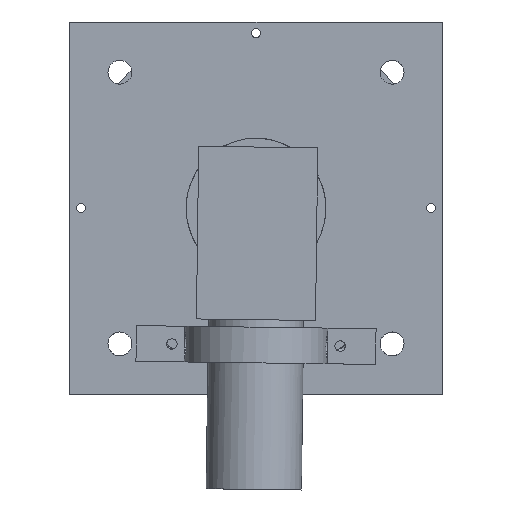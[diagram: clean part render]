
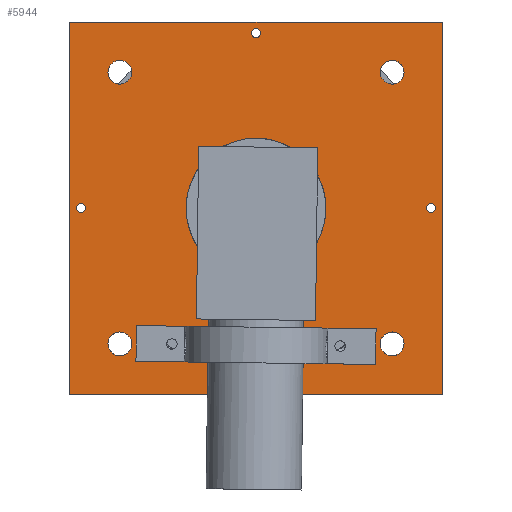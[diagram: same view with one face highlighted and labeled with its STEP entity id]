
A CAD part, front view. The second image highlights one B-rep face of the part: STEP entity #5944.
In plain terms, the highlighted planar face has unit normal (0, -1, 0).
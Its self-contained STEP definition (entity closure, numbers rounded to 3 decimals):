
#328=PLANE('',#6805);
#437=CIRCLE('',#6495,19.125);
#440=CIRCLE('',#6501,4.);
#442=CIRCLE('',#6504,4.);
#460=CIRCLE('',#6531,4.);
#462=CIRCLE('',#6534,4.);
#614=CIRCLE('',#6769,1.5);
#615=CIRCLE('',#6771,1.5);
#616=CIRCLE('',#6773,1.5);
#619=CIRCLE('',#6779,2.5);
#622=CIRCLE('',#6784,2.5);
#642=CIRCLE('',#6806,23.5);
#912=LINE('',#9627,#1225);
#915=LINE('',#9636,#1228);
#926=LINE('',#9808,#1239);
#933=LINE('',#9913,#1246);
#936=LINE('',#9935,#1249);
#1225=VECTOR('',#7415,10.);
#1228=VECTOR('',#7424,10.);
#1239=VECTOR('',#7491,10.);
#1246=VECTOR('',#7540,10.);
#1249=VECTOR('',#7549,10.);
#1560=FACE_BOUND('',#2215,.T.);
#1561=FACE_BOUND('',#2216,.T.);
#1562=FACE_BOUND('',#2217,.T.);
#1563=FACE_BOUND('',#2218,.T.);
#1564=FACE_BOUND('',#2219,.T.);
#1565=FACE_BOUND('',#2220,.T.);
#1566=FACE_BOUND('',#2221,.T.);
#1567=FACE_BOUND('',#2222,.T.);
#1568=FACE_BOUND('',#2223,.T.);
#1569=FACE_BOUND('',#2224,.T.);
#1816=FACE_OUTER_BOUND('',#2214,.T.);
#2214=EDGE_LOOP('',(#4582,#4583,#4584,#4585,#4586,#4587));
#2215=EDGE_LOOP('',(#4588));
#2216=EDGE_LOOP('',(#4589));
#2217=EDGE_LOOP('',(#4590));
#2218=EDGE_LOOP('',(#4591));
#2219=EDGE_LOOP('',(#4592));
#2220=EDGE_LOOP('',(#4593));
#2221=EDGE_LOOP('',(#4594));
#2222=EDGE_LOOP('',(#4595));
#2223=EDGE_LOOP('',(#4596));
#2224=EDGE_LOOP('',(#4597));
#2665=VERTEX_POINT('',#9615);
#2666=VERTEX_POINT('',#9617);
#2668=VERTEX_POINT('',#9626);
#2671=VERTEX_POINT('',#9634);
#2672=VERTEX_POINT('',#9638);
#2678=VERTEX_POINT('',#9678);
#2698=VERTEX_POINT('',#9805);
#2699=VERTEX_POINT('',#9807);
#2702=VERTEX_POINT('',#9826);
#2706=VERTEX_POINT('',#9863);
#2871=VERTEX_POINT('',#10410);
#2872=VERTEX_POINT('',#10414);
#2873=VERTEX_POINT('',#10418);
#2875=VERTEX_POINT('',#10428);
#2876=VERTEX_POINT('',#10435);
#2879=VERTEX_POINT('',#10461);
#3183=EDGE_CURVE('',#2666,#2665,#437,.T.);
#3186=EDGE_CURVE('',#2668,#2666,#912,.T.);
#3191=EDGE_CURVE('',#2665,#2671,#915,.T.);
#3192=EDGE_CURVE('',#2672,#2672,#440,.T.);
#3199=EDGE_CURVE('',#2678,#2678,#442,.T.);
#3229=EDGE_CURVE('',#2698,#2699,#926,.T.);
#3234=EDGE_CURVE('',#2702,#2702,#460,.T.);
#3240=EDGE_CURVE('',#2706,#2706,#462,.T.);
#3255=EDGE_CURVE('',#2699,#2671,#933,.T.);
#3260=EDGE_CURVE('',#2668,#2698,#936,.T.);
#3473=EDGE_CURVE('',#2871,#2871,#614,.T.);
#3475=EDGE_CURVE('',#2872,#2872,#615,.T.);
#3477=EDGE_CURVE('',#2873,#2873,#616,.T.);
#3481=EDGE_CURVE('',#2875,#2875,#619,.T.);
#3485=EDGE_CURVE('',#2876,#2876,#622,.T.);
#3506=EDGE_CURVE('',#2879,#2879,#642,.T.);
#4582=ORIENTED_EDGE('',*,*,#3183,.T.);
#4583=ORIENTED_EDGE('',*,*,#3191,.T.);
#4584=ORIENTED_EDGE('',*,*,#3255,.F.);
#4585=ORIENTED_EDGE('',*,*,#3229,.F.);
#4586=ORIENTED_EDGE('',*,*,#3260,.F.);
#4587=ORIENTED_EDGE('',*,*,#3186,.T.);
#4588=ORIENTED_EDGE('',*,*,#3192,.T.);
#4589=ORIENTED_EDGE('',*,*,#3199,.T.);
#4590=ORIENTED_EDGE('',*,*,#3234,.T.);
#4591=ORIENTED_EDGE('',*,*,#3240,.T.);
#4592=ORIENTED_EDGE('',*,*,#3506,.F.);
#4593=ORIENTED_EDGE('',*,*,#3477,.T.);
#4594=ORIENTED_EDGE('',*,*,#3475,.T.);
#4595=ORIENTED_EDGE('',*,*,#3473,.T.);
#4596=ORIENTED_EDGE('',*,*,#3481,.F.);
#4597=ORIENTED_EDGE('',*,*,#3485,.F.);
#5944=ADVANCED_FACE('',(#1816,#1560,#1561,#1562,#1563,#1564,#1565,#1566,
#1567,#1568,#1569),#328,.F.);
#6495=AXIS2_PLACEMENT_3D('',#9618,#7410,#7411);
#6501=AXIS2_PLACEMENT_3D('',#9639,#7427,#7428);
#6504=AXIS2_PLACEMENT_3D('',#9679,#7436,#7437);
#6531=AXIS2_PLACEMENT_3D('',#9827,#7500,#7501);
#6534=AXIS2_PLACEMENT_3D('',#9864,#7508,#7509);
#6769=AXIS2_PLACEMENT_3D('',#10412,#8054,#8055);
#6771=AXIS2_PLACEMENT_3D('',#10416,#8059,#8060);
#6773=AXIS2_PLACEMENT_3D('',#10420,#8064,#8065);
#6779=AXIS2_PLACEMENT_3D('',#10429,#8077,#8078);
#6784=AXIS2_PLACEMENT_3D('',#10436,#8088,#8089);
#6805=AXIS2_PLACEMENT_3D('',#10460,#8131,#8132);
#6806=AXIS2_PLACEMENT_3D('',#10462,#8133,#8134);
#7410=DIRECTION('center_axis',(0.,1.,0.));
#7411=DIRECTION('ref_axis',(1.,0.,0.));
#7415=DIRECTION('',(1.,0.,0.));
#7424=DIRECTION('',(1.,0.,0.));
#7427=DIRECTION('center_axis',(0.,1.,0.));
#7428=DIRECTION('ref_axis',(1.,0.,0.));
#7436=DIRECTION('center_axis',(0.,1.,0.));
#7437=DIRECTION('ref_axis',(1.,0.,0.));
#7491=DIRECTION('',(1.,0.,0.));
#7500=DIRECTION('center_axis',(0.,1.,0.));
#7501=DIRECTION('ref_axis',(1.,0.,0.));
#7508=DIRECTION('center_axis',(0.,1.,0.));
#7509=DIRECTION('ref_axis',(1.,0.,0.));
#7540=DIRECTION('',(0.,0.,-1.));
#7549=DIRECTION('',(0.,0.,1.));
#8054=DIRECTION('center_axis',(0.,1.,0.));
#8055=DIRECTION('ref_axis',(0.,0.,1.));
#8059=DIRECTION('center_axis',(0.,1.,0.));
#8060=DIRECTION('ref_axis',(-1.,0.,0.));
#8064=DIRECTION('center_axis',(0.,1.,0.));
#8065=DIRECTION('ref_axis',(0.,0.,-1.));
#8077=DIRECTION('center_axis',(0.,-1.,0.));
#8078=DIRECTION('ref_axis',(1.,0.,0.));
#8088=DIRECTION('center_axis',(0.,-1.,0.));
#8089=DIRECTION('ref_axis',(1.,0.,0.));
#8131=DIRECTION('center_axis',(0.,1.,0.));
#8132=DIRECTION('ref_axis',(0.,0.,1.));
#8133=DIRECTION('center_axis',(0.,-1.,0.));
#8134=DIRECTION('ref_axis',(1.,0.,0.));
#9615=CARTESIAN_POINT('',(14.992,0.,-62.5));
#9617=CARTESIAN_POINT('',(-14.992,0.,-62.5));
#9618=CARTESIAN_POINT('Origin',(0.,0.,-74.375));
#9626=CARTESIAN_POINT('',(-62.5,0.,-62.5));
#9627=CARTESIAN_POINT('',(-62.5,0.,-62.5));
#9634=CARTESIAN_POINT('',(62.5,0.,-62.5));
#9636=CARTESIAN_POINT('',(-62.5,0.,-62.5));
#9638=CARTESIAN_POINT('',(-49.731,0.,45.62));
#9639=CARTESIAN_POINT('Origin',(-45.731,0.,45.62));
#9678=CARTESIAN_POINT('',(41.731,0.,45.62));
#9679=CARTESIAN_POINT('Origin',(45.731,0.,45.62));
#9805=CARTESIAN_POINT('',(-62.5,0.,62.5));
#9807=CARTESIAN_POINT('',(62.5,0.,62.5));
#9808=CARTESIAN_POINT('',(-62.5,0.,62.5));
#9826=CARTESIAN_POINT('',(-49.731,0.,-45.62));
#9827=CARTESIAN_POINT('Origin',(-45.731,0.,-45.62));
#9863=CARTESIAN_POINT('',(41.731,0.,-45.62));
#9864=CARTESIAN_POINT('Origin',(45.731,0.,-45.62));
#9913=CARTESIAN_POINT('',(62.5,0.,62.5));
#9935=CARTESIAN_POINT('',(-62.5,0.,-62.5));
#10410=CARTESIAN_POINT('',(58.75,0.,-1.5));
#10412=CARTESIAN_POINT('Origin',(58.75,0.,0.));
#10414=CARTESIAN_POINT('',(1.5,0.,58.75));
#10416=CARTESIAN_POINT('Origin',(0.,0.,58.75));
#10418=CARTESIAN_POINT('',(-58.75,0.,1.5));
#10420=CARTESIAN_POINT('Origin',(-58.75,0.,0.));
#10428=CARTESIAN_POINT('',(-30.75,0.,-46.));
#10429=CARTESIAN_POINT('Origin',(-28.25,0.,-46.));
#10435=CARTESIAN_POINT('',(25.75,0.,-46.));
#10436=CARTESIAN_POINT('Origin',(28.25,0.,-46.));
#10460=CARTESIAN_POINT('Origin',(0.,0.,0.));
#10461=CARTESIAN_POINT('',(-23.5,0.,0.));
#10462=CARTESIAN_POINT('Origin',(0.,0.,0.));
